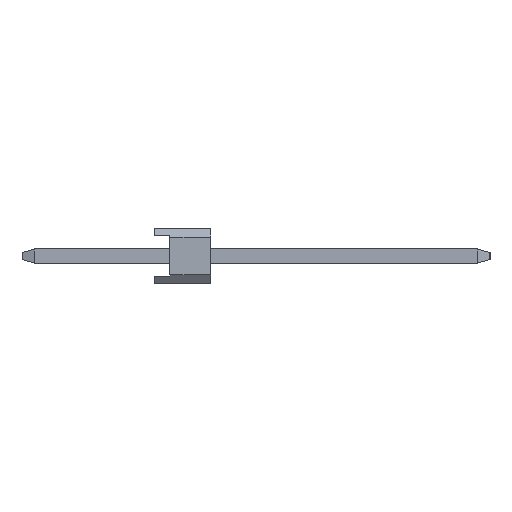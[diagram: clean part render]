
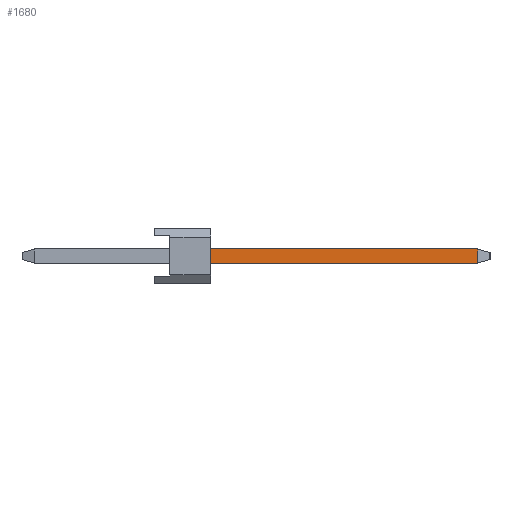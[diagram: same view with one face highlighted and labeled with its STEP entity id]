
A CAD part, left-side view. The second image highlights one B-rep face of the part: STEP entity #1680.
In plain terms, the highlighted planar face has unit normal (-1, 0, 0).
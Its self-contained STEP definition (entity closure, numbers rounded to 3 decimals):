
#1680=ADVANCED_FACE('',(#4472),#4473,.T.);
#1724=VERTEX_POINT('',#4521);
#2074=EDGE_CURVE('',#4106,#2136,#4902,.T.);
#2136=VERTEX_POINT('',#4972);
#2144=EDGE_CURVE('',#3138,#4106,#4980,.T.);
#2890=EDGE_CURVE('',#2136,#1724,#5813,.T.);
#3038=EDGE_CURVE('',#1724,#3138,#5991,.T.);
#3138=VERTEX_POINT('',#6101);
#4106=VERTEX_POINT('',#7158);
#4472=FACE_OUTER_BOUND('',#7667,.T.);
#4473=PLANE('',#7668);
#4521=CARTESIAN_POINT('',(-10.48,-2.54,-0.32));
#4902=LINE('',#8292,#8293);
#4972=CARTESIAN_POINT('',(-10.48,-14.594,-0.32));
#4980=LINE('',#8402,#8403);
#5813=LINE('',#9591,#9592);
#5991=LINE('',#9841,#9842);
#6101=CARTESIAN_POINT('',(-10.48,-2.54,0.32));
#7158=CARTESIAN_POINT('',(-10.48,-14.594,0.32));
#7667=EDGE_LOOP('',(#11875,#11876,#11877,#11878));
#7668=AXIS2_PLACEMENT_3D('',#11879,#11880,#11881);
#8292=CARTESIAN_POINT('',(-10.48,-14.594,0.5));
#8293=VECTOR('',#12273,1.0);
#8402=CARTESIAN_POINT('',(-10.48,-4.59,0.32));
#8403=VECTOR('',#12353,1.0);
#9591=CARTESIAN_POINT('',(-10.48,5.414,-0.32));
#9592=VECTOR('',#13273,1.0);
#9841=CARTESIAN_POINT('',(-10.48,-2.54,0.252));
#9842=VECTOR('',#13593,1.0);
#11875=ORIENTED_EDGE('',*,*,#3038,.F.);
#11876=ORIENTED_EDGE('',*,*,#2890,.F.);
#11877=ORIENTED_EDGE('',*,*,#2074,.F.);
#11878=ORIENTED_EDGE('',*,*,#2144,.F.);
#11879=CARTESIAN_POINT('',(-10.48,5.414,0.5));
#11880=DIRECTION('',(-1.0,0.,0.));
#11881=DIRECTION('',(0.,1.0,0.));
#12273=DIRECTION('',(0.0,0.,-1.0));
#12353=DIRECTION('',(0.,-1.0,0.));
#13273=DIRECTION('',(0.,1.0,0.));
#13593=DIRECTION('',(0.,0.,1.0));
